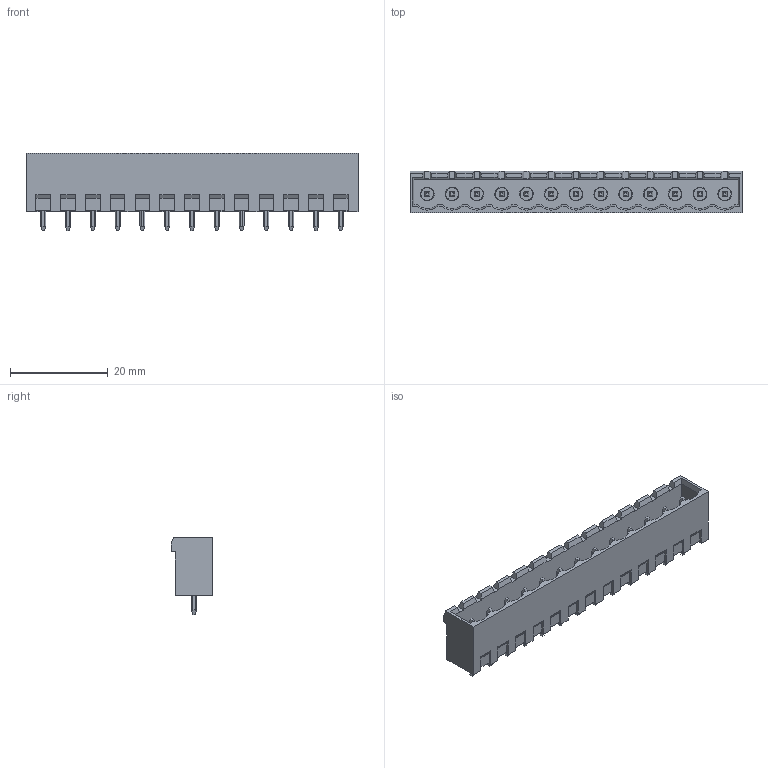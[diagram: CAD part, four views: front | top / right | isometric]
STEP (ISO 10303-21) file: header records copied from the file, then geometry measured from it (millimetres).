
FILE_DESCRIPTION(('STEP AP214'),'1');
FILE_NAME('cctmp_BD341E6C-AEE8-4F5A-8A88-6C242898D2C2_2023_02_03_14_52_48_0549_7616..stp','2023-02-03T14:52:49',('PHOENIX CONTACT Deutschland GmbH'),('CADClick - www.CADClick.com'),'Spatial InterOp 3D',' ','unknown authorization');
FILE_SCHEMA(('AUTOMOTIVE_DESIGN'));
Length unit declared in the file: millimetre
Products named in the file (15): 2023_02_03_14_52_47_0861; 2023_02_03_14_52_48_0549; 2023_02_03_14_52_48_0533; 2023_02_03_14_52_48_0517; 2023_02_03_14_52_48_0502; 2023_02_03_14_52_48_0486; 2023_02_03_14_52_48_0471; 2023_02_03_14_52_48_0455; 2023_02_03_14_52_48_0439; 2023_02_03_14_52_48_0424; 2023_02_03_14_52_48_0408; 2023_02_03_14_52_48_0392; 2023_02_03_14_52_48_0377; 2023_02_03_14_52_48_0361; 2023_02_03_14_52_48_0314
Assembly tree (14 placements, depth 2):
  2023_02_03_14_52_47_0861
    2023_02_03_14_52_48_0549
    2023_02_03_14_52_48_0533
    2023_02_03_14_52_48_0517
    2023_02_03_14_52_48_0502
    2023_02_03_14_52_48_0486
    2023_02_03_14_52_48_0471
    2023_02_03_14_52_48_0455
    2023_02_03_14_52_48_0439
    2023_02_03_14_52_48_0424
    2023_02_03_14_52_48_0408
    2023_02_03_14_52_48_0392
    2023_02_03_14_52_48_0377
    2023_02_03_14_52_48_0361
    2023_02_03_14_52_48_0314
Bounding box: 68.04 x 8.57 x 15.9 mm (x, y, z)
Volume: 3188.7 mm3; surface area: 5201 mm2
Topology: 14 solids, 14 shells, 1046 faces, 2956 edges, 1978 vertices
Faces by surface type: plane 709, cylinder 272, cone 52, sphere 13
Entity records: 71206 total; most frequent: CARTESIAN_POINT 13399, ORIENTED_EDGE 5912, STYLED_ITEM 5459, PRESENTATION_STYLE_ASSIGNMENT 5459, COLOUR_RGB 5459, DIRECTION 5219, EDGE_CURVE 2956, CURVE_STYLE 2780
